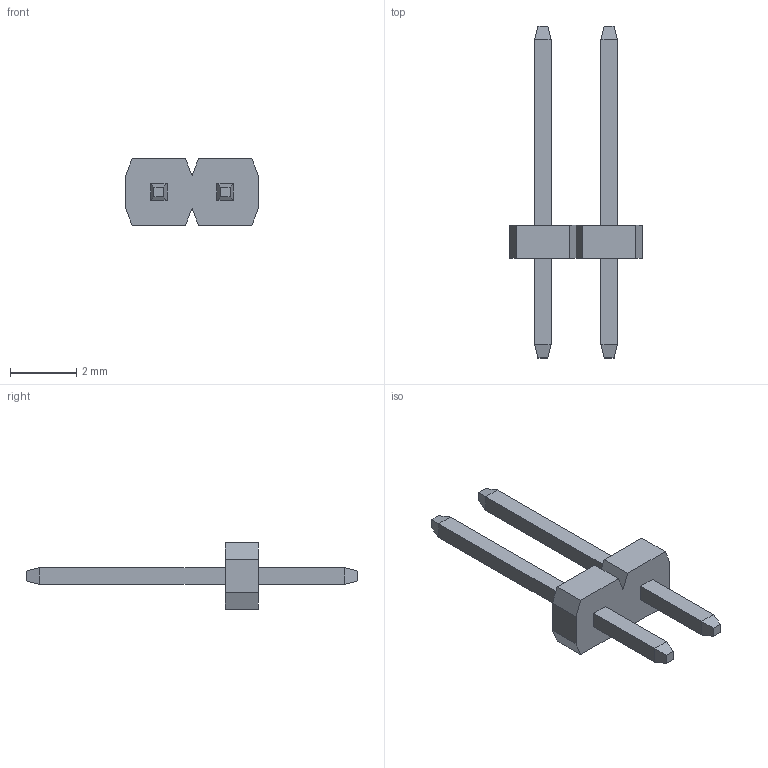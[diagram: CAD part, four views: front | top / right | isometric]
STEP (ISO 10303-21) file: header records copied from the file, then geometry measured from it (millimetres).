
FILE_DESCRIPTION((''),'2;1');
FILE_NAME('FPH20044-S03S1014090120B','2024-11-04T',('工程三'),(''),'PRO/ENGINEER BY PARAMETRIC TECHNOLOGY CORPORATION, 2010280','PRO/ENGINEER BY PARAMETRIC TECHNOLOGY CORPORATION, 2010280','');
FILE_SCHEMA(('CONFIG_CONTROL_DESIGN'));
Length unit declared in the file: millimetre
Products named in the file (1): FPH20044-S03S1014090120B
Bounding box: 4 x 10 x 2 mm (x, y, z)
Volume: 12 mm3; surface area: 62.7 mm2
Topology: 1 solids, 1 shells, 52 faces, 122 edges, 76 vertices
Faces by surface type: plane 52
Entity records: 1476 total; most frequent: CARTESIAN_POINT 250, ORIENTED_EDGE 244, DIRECTION 226, VECTOR 122, LINE 122, EDGE_CURVE 122, VERTEX_POINT 76, EDGE_LOOP 56
